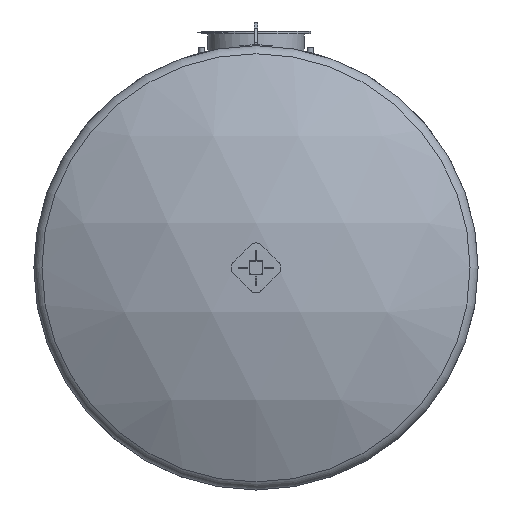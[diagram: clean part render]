
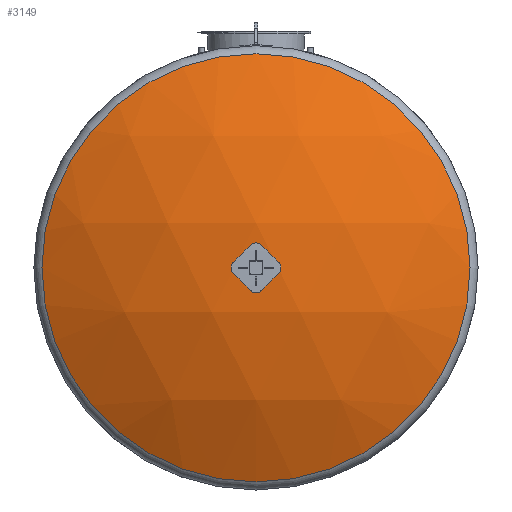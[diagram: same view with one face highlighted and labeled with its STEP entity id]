
A CAD part, left-side view. The second image highlights one B-rep face of the part: STEP entity #3149.
In plain terms, the highlighted spherical face has radius 2915 mm.
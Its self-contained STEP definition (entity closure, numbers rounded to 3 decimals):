
#25=SPHERICAL_SURFACE('',#3485,2915.);
#842=FACE_OUTER_BOUND('',#1021,.T.);
#1021=EDGE_LOOP('',(#2409));
#1171=CIRCLE('',#3483,1402.06);
#1392=VERTEX_POINT('',#5321);
#1795=EDGE_CURVE('',#1392,#1392,#1171,.T.);
#2409=ORIENTED_EDGE('',*,*,#1795,.T.);
#3149=ADVANCED_FACE('',(#842),#25,.T.);
#3483=AXIS2_PLACEMENT_3D('',#5322,#4097,#4098);
#3485=AXIS2_PLACEMENT_3D('',#5324,#4101,#4102);
#4097=DIRECTION('center_axis',(-1.,0.,0.));
#4098=DIRECTION('ref_axis',(0.,-1.,0.));
#4101=DIRECTION('center_axis',(0.,0.,1.));
#4102=DIRECTION('ref_axis',(0.,-1.,0.));
#5321=CARTESIAN_POINT('',(-127.927,0.,1402.06));
#5322=CARTESIAN_POINT('Origin',(-127.927,0.,
0.));
#5324=CARTESIAN_POINT('Origin',(2427.744,0.,
0.));
